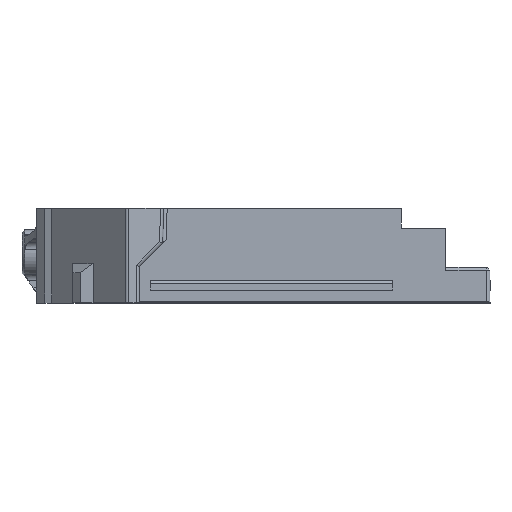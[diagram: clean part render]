
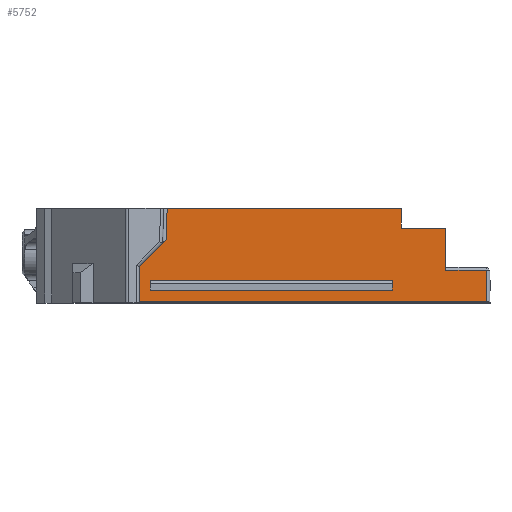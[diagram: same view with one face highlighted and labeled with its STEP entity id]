
A CAD part, top view. The second image highlights one B-rep face of the part: STEP entity #5752.
In plain terms, the highlighted planar face has unit normal (0, 0, 1).
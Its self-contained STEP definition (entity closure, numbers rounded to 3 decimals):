
#230=FACE_BOUND('',#882,.T.);
#544=FACE_OUTER_BOUND('',#881,.T.);
#881=EDGE_LOOP('',(#4255,#4256,#4257,#4258,#4259,#4260,#4261,#4262,#4263,
#4264));
#882=EDGE_LOOP('',(#4265,#4266,#4267,#4268));
#1287=LINE('',#8697,#1875);
#1306=LINE('',#8760,#1894);
#1379=LINE('',#9137,#1967);
#1390=LINE('',#9158,#1978);
#1391=LINE('',#9160,#1979);
#1392=LINE('',#9162,#1980);
#1393=LINE('',#9164,#1981);
#1394=LINE('',#9166,#1982);
#1395=LINE('',#9168,#1983);
#1396=LINE('',#9170,#1984);
#1397=LINE('',#9172,#1985);
#1398=LINE('',#9173,#1986);
#1399=LINE('',#9175,#1987);
#1400=LINE('',#9176,#1988);
#1875=VECTOR('',#6896,65.696);
#1894=VECTOR('',#6947,12.504);
#1967=VECTOR('',#7156,2.8);
#1978=VECTOR('',#7173,68.);
#1979=VECTOR('',#7176,5.5);
#1980=VECTOR('',#7177,8.734);
#1981=VECTOR('',#7178,10.705);
#1982=VECTOR('',#7179,9.7);
#1983=VECTOR('',#7180,97.4);
#1984=VECTOR('',#7181,8.7);
#1985=VECTOR('',#7182,11.4);
#1986=VECTOR('',#7183,11.8);
#1987=VECTOR('',#7184,2.8);
#1988=VECTOR('',#7185,68.);
#2497=VERTEX_POINT('',#8694);
#2498=VERTEX_POINT('',#8696);
#2525=VERTEX_POINT('',#8757);
#2526=VERTEX_POINT('',#8759);
#2611=VERTEX_POINT('',#9134);
#2612=VERTEX_POINT('',#9136);
#2619=VERTEX_POINT('',#9156);
#2620=VERTEX_POINT('',#9161);
#2621=VERTEX_POINT('',#9163);
#2622=VERTEX_POINT('',#9165);
#2623=VERTEX_POINT('',#9167);
#2624=VERTEX_POINT('',#9169);
#2625=VERTEX_POINT('',#9171);
#2626=VERTEX_POINT('',#9174);
#3081=EDGE_CURVE('',#2497,#2498,#1287,.T.);
#3112=EDGE_CURVE('',#2526,#2525,#1306,.T.);
#3234=EDGE_CURVE('',#2612,#2611,#1379,.T.);
#3245=EDGE_CURVE('',#2619,#2611,#1390,.T.);
#3246=EDGE_CURVE('',#2498,#2525,#1391,.T.);
#3247=EDGE_CURVE('',#2497,#2620,#1392,.T.);
#3248=EDGE_CURVE('',#2620,#2621,#1393,.T.);
#3249=EDGE_CURVE('',#2622,#2621,#1394,.T.);
#3250=EDGE_CURVE('',#2622,#2623,#1395,.T.);
#3251=EDGE_CURVE('',#2623,#2624,#1396,.T.);
#3252=EDGE_CURVE('',#2624,#2625,#1397,.T.);
#3253=EDGE_CURVE('',#2625,#2526,#1398,.T.);
#3254=EDGE_CURVE('',#2626,#2619,#1399,.T.);
#3255=EDGE_CURVE('',#2626,#2612,#1400,.T.);
#4255=ORIENTED_EDGE('',*,*,#3112,.T.);
#4256=ORIENTED_EDGE('',*,*,#3246,.F.);
#4257=ORIENTED_EDGE('',*,*,#3081,.F.);
#4258=ORIENTED_EDGE('',*,*,#3247,.T.);
#4259=ORIENTED_EDGE('',*,*,#3248,.T.);
#4260=ORIENTED_EDGE('',*,*,#3249,.F.);
#4261=ORIENTED_EDGE('',*,*,#3250,.T.);
#4262=ORIENTED_EDGE('',*,*,#3251,.T.);
#4263=ORIENTED_EDGE('',*,*,#3252,.T.);
#4264=ORIENTED_EDGE('',*,*,#3253,.T.);
#4265=ORIENTED_EDGE('',*,*,#3234,.T.);
#4266=ORIENTED_EDGE('',*,*,#3245,.F.);
#4267=ORIENTED_EDGE('',*,*,#3254,.F.);
#4268=ORIENTED_EDGE('',*,*,#3255,.T.);
#5549=PLANE('',#6198);
#5752=ADVANCED_FACE('',(#544,#230),#5549,.T.);
#6198=AXIS2_PLACEMENT_3D('',#9159,#7174,#7175);
#6896=DIRECTION('',(1.,0.,0.));
#6947=DIRECTION('',(-1.,0.,0.));
#7156=DIRECTION('',(0.,1.,0.));
#7173=DIRECTION('',(-1.,0.,0.));
#7174=DIRECTION('center_axis',(0.,0.,1.));
#7175=DIRECTION('ref_axis',(1.,0.,0.));
#7176=DIRECTION('',(0.,-1.,0.));
#7177=DIRECTION('',(-0.026,-1.,0.));
#7178=DIRECTION('',(-0.707,-0.707,0.));
#7179=DIRECTION('',(0.,1.,0.));
#7180=DIRECTION('',(1.,0.,0.));
#7181=DIRECTION('',(0.,1.,0.));
#7182=DIRECTION('',(-1.,0.,0.));
#7183=DIRECTION('',(0.,1.,0.));
#7184=DIRECTION('',(0.,1.,0.));
#7185=DIRECTION('',(-1.,0.,0.));
#8694=CARTESIAN_POINT('',(-93.2,15.,26.5));
#8696=CARTESIAN_POINT('',(-27.504,15.,26.5));
#8697=CARTESIAN_POINT('',(-93.2,15.,26.5));
#8757=CARTESIAN_POINT('',(-27.504,9.5,26.5));
#8759=CARTESIAN_POINT('',(-15.,9.5,26.5));
#8760=CARTESIAN_POINT('',(-15.,9.5,26.5));
#9134=CARTESIAN_POINT('',(-98.,-5.1,26.5));
#9136=CARTESIAN_POINT('',(-98.,-7.9,26.5));
#9137=CARTESIAN_POINT('',(-98.,-7.9,26.5));
#9156=CARTESIAN_POINT('',(-30.,-5.1,26.5));
#9158=CARTESIAN_POINT('',(-30.,-5.1,26.5));
#9159=CARTESIAN_POINT('Origin',(-114.921,0.,26.5));
#9160=CARTESIAN_POINT('',(-27.504,15.,26.5));
#9161=CARTESIAN_POINT('',(-93.431,6.269,26.5));
#9162=CARTESIAN_POINT('',(-93.2,15.,26.5));
#9163=CARTESIAN_POINT('',(-101.,-1.3,26.5));
#9164=CARTESIAN_POINT('',(-93.431,6.269,26.5));
#9165=CARTESIAN_POINT('',(-101.,-11.,26.5));
#9166=CARTESIAN_POINT('',(-101.,-11.,26.5));
#9167=CARTESIAN_POINT('',(-3.6,-11.,26.5));
#9168=CARTESIAN_POINT('',(-101.,-11.,26.5));
#9169=CARTESIAN_POINT('',(-3.6,-2.3,26.5));
#9170=CARTESIAN_POINT('',(-3.6,-11.,26.5));
#9171=CARTESIAN_POINT('',(-15.,-2.3,26.5));
#9172=CARTESIAN_POINT('',(-3.6,-2.3,26.5));
#9173=CARTESIAN_POINT('',(-15.,-2.3,26.5));
#9174=CARTESIAN_POINT('',(-30.,-7.9,26.5));
#9175=CARTESIAN_POINT('',(-30.,-7.9,26.5));
#9176=CARTESIAN_POINT('',(-30.,-7.9,26.5));
